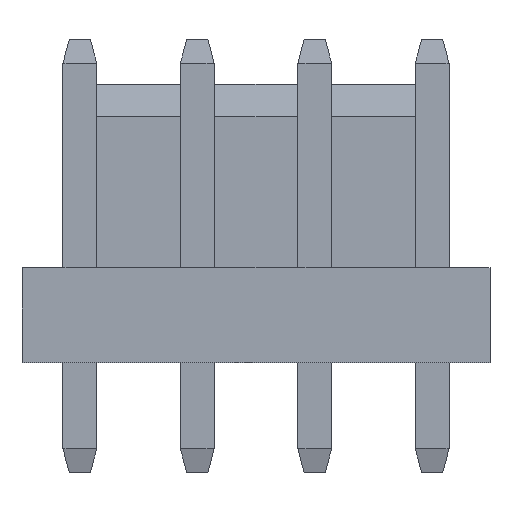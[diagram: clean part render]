
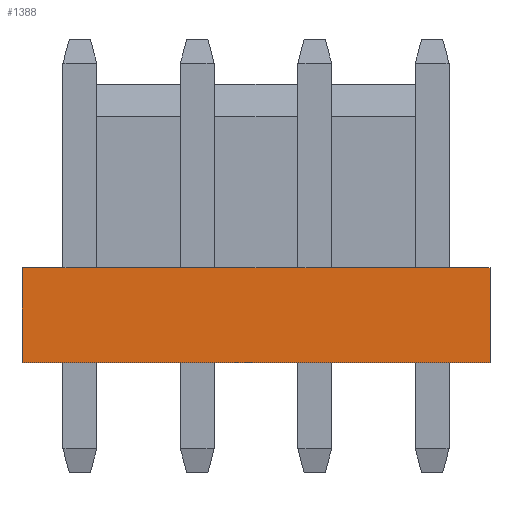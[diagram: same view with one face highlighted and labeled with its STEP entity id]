
A CAD part, top view. The second image highlights one B-rep face of the part: STEP entity #1388.
In plain terms, the highlighted planar face has unit normal (0, 0, 1).
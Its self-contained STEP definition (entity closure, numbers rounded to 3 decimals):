
#34 = LINE ( 'NONE', #629, #1483 ) ;
#71 = ORIENTED_EDGE ( 'NONE', *, *, #840, .T. ) ;
#76 = CARTESIAN_POINT ( 'NONE',  ( 13.83, 0., 4.8 ) ) ;
#89 = VERTEX_POINT ( 'NONE', #1349 ) ;
#101 = CARTESIAN_POINT ( 'NONE',  ( 13.83, 3.2, 4.8 ) ) ;
#212 = DIRECTION ( 'NONE',  ( 0., -1., 0. ) ) ;
#224 = VERTEX_POINT ( 'NONE', #76 ) ;
#286 = DIRECTION ( 'NONE',  ( 0., -1., 0. ) ) ;
#367 = VERTEX_POINT ( 'NONE', #830 ) ;
#442 = VECTOR ( 'NONE', #839, 1000. ) ;
#457 = CARTESIAN_POINT ( 'NONE',  ( -1.95, 0., 4.8 ) ) ;
#507 = DIRECTION ( 'NONE',  ( 1., 0., 0. ) ) ;
#508 = LINE ( 'NONE', #1064, #442 ) ;
#578 = ORIENTED_EDGE ( 'NONE', *, *, #1396, .F. ) ;
#629 = CARTESIAN_POINT ( 'NONE',  ( -1.95, 0., 4.8 ) ) ;
#745 = EDGE_CURVE ( 'NONE', #918, #224, #34, .T. ) ;
#759 = VECTOR ( 'NONE', #286, 1000. ) ;
#772 = CARTESIAN_POINT ( 'NONE',  ( -1.95, 0., 4.8 ) ) ;
#810 = FACE_OUTER_BOUND ( 'NONE', #1171, .T. ) ;
#814 = VECTOR ( 'NONE', #212, 1000. ) ;
#830 = CARTESIAN_POINT ( 'NONE',  ( -1.95, 3.2, 4.8 ) ) ;
#839 = DIRECTION ( 'NONE',  ( 1., 0., 0. ) ) ;
#840 = EDGE_CURVE ( 'NONE', #367, #918, #1485, .T. ) ;
#918 = VERTEX_POINT ( 'NONE', #772 ) ;
#1003 = CARTESIAN_POINT ( 'NONE',  ( -1.95, 3.2, 4.8 ) ) ;
#1018 = ORIENTED_EDGE ( 'NONE', *, *, #1521, .F. ) ;
#1064 = CARTESIAN_POINT ( 'NONE',  ( -1.95, 3.2, 4.8 ) ) ;
#1126 = AXIS2_PLACEMENT_3D ( 'NONE', #457, #1168, #1399 ) ;
#1153 = PLANE ( 'NONE',  #1126 ) ;
#1160 = LINE ( 'NONE', #101, #814 ) ;
#1168 = DIRECTION ( 'NONE',  ( 0., 0., 1. ) ) ;
#1171 = EDGE_LOOP ( 'NONE', ( #578, #1018, #71, #1181 ) ) ;
#1181 = ORIENTED_EDGE ( 'NONE', *, *, #745, .T. ) ;
#1349 = CARTESIAN_POINT ( 'NONE',  ( 13.83, 3.2, 4.8 ) ) ;
#1388 = ADVANCED_FACE ( 'NONE', ( #810 ), #1153, .T. ) ;
#1396 = EDGE_CURVE ( 'NONE', #89, #224, #1160, .T. ) ;
#1399 = DIRECTION ( 'NONE',  ( 1., 0., 0. ) ) ;
#1483 = VECTOR ( 'NONE', #507, 1000. ) ;
#1485 = LINE ( 'NONE', #1003, #759 ) ;
#1521 = EDGE_CURVE ( 'NONE', #367, #89, #508, .T. ) ;
